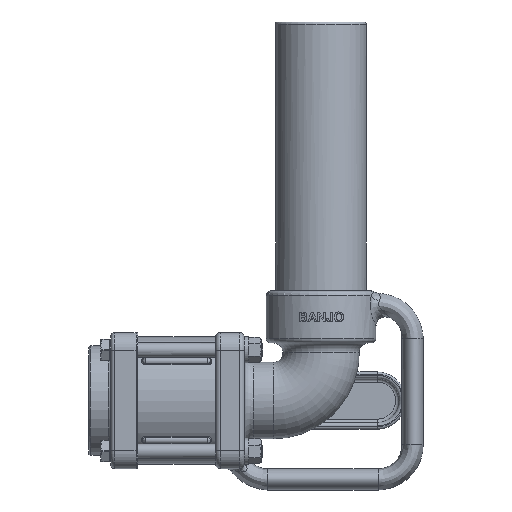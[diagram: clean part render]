
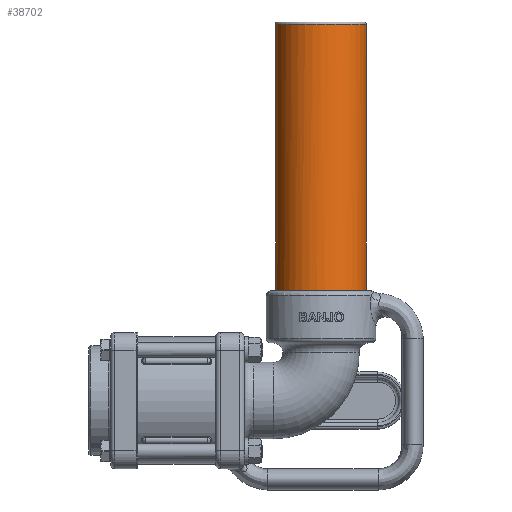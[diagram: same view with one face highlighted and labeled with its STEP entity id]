
A CAD part, front view. The second image highlights one B-rep face of the part: STEP entity #38702.
In plain terms, the highlighted cylindrical face has radius 30.226 mm (diameter 60.452 mm), a full revolution.
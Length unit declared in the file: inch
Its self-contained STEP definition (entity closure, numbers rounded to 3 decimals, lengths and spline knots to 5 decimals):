
#38642=CARTESIAN_POINT('',(0.06,1.19,0.));
#38643=VERTEX_POINT('',#38642);
#38644=CARTESIAN_POINT('',(0.06,0.0,0.0));
#38645=DIRECTION('',(-1.0,0.0,0.0));
#38646=DIRECTION('',(0.0,-1.0,0.0));
#38647=AXIS2_PLACEMENT_3D('',#38644,#38645,#38646);
#38648=CIRCLE('',#38647,1.19);
#38649=EDGE_CURVE('',#38643,#38643,#38648,.T.);
#38674=CARTESIAN_POINT('',(3.575,0.0,0.0));
#38675=DIRECTION('',(1.0,0.0,0.0));
#38676=DIRECTION('',(0.0,1.0,0.0));
#38677=AXIS2_PLACEMENT_3D('',#38674,#38675,#38676);
#38678=CYLINDRICAL_SURFACE('',#38677,1.19);
#38679=CARTESIAN_POINT('',(7.15,1.1727,-0.20216));
#38680=VERTEX_POINT('',#38679);
#38681=CARTESIAN_POINT('',(7.15,0.2594,-1.16138));
#38682=VERTEX_POINT('',#38681);
#38683=CARTESIAN_POINT('',(7.15,0.0,0.0));
#38684=DIRECTION('',(1.0,0.0,0.0));
#38685=DIRECTION('',(0.0,1.0,0.0));
#38686=AXIS2_PLACEMENT_3D('',#38683,#38684,#38685);
#38687=CIRCLE('',#38686,1.19);
#38688=EDGE_CURVE('',#38680,#38682,#38687,.T.);
#38689=ORIENTED_EDGE('',*,*,#38688,.F.);
#38690=CARTESIAN_POINT('',(7.15,0.0,0.0));
#38691=DIRECTION('',(-1.0,0.0,0.0));
#38692=DIRECTION('',(0.0,1.0,0.0));
#38693=AXIS2_PLACEMENT_3D('',#38690,#38691,#38692);
#38694=CIRCLE('',#38693,1.19);
#38695=EDGE_CURVE('',#38680,#38682,#38694,.T.);
#38696=ORIENTED_EDGE('',*,*,#38695,.T.);
#38697=EDGE_LOOP('',(#38689,#38696));
#38698=FACE_OUTER_BOUND('',#38697,.T.);
#38699=ORIENTED_EDGE('',*,*,#38649,.F.);
#38700=EDGE_LOOP('',(#38699));
#38701=FACE_BOUND('',#38700,.T.);
#38702=ADVANCED_FACE('',(#38698,#38701),#38678,.T.);
